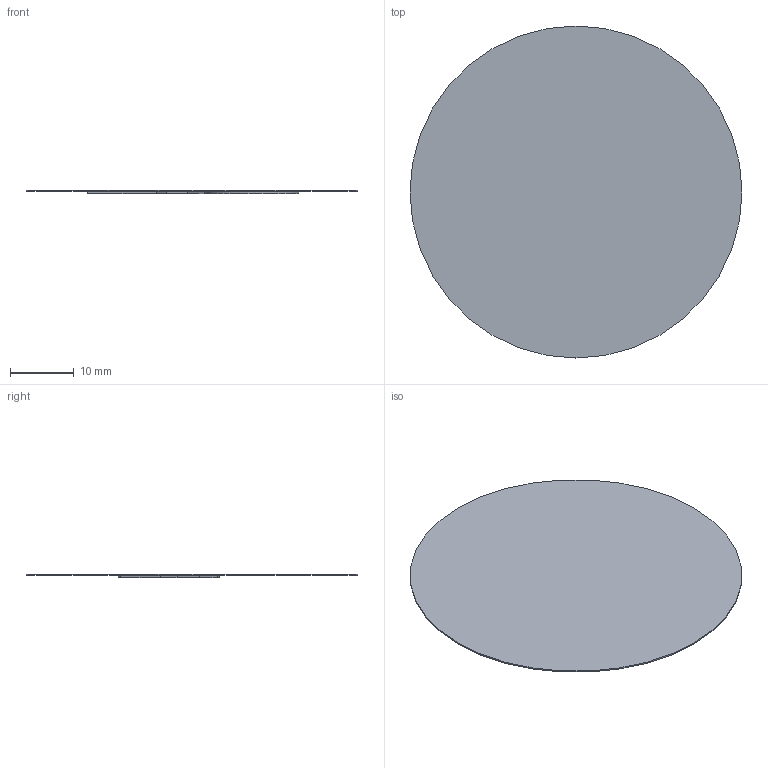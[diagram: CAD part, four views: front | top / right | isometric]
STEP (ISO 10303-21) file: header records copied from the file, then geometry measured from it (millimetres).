
FILE_DESCRIPTION(('HOOPS Exchange Step'),'2;1');
FILE_NAME('temp_export','2023-06-13T19:32:01-04:00',('gmoua'),('Shapr3D Limited'),'HOOPS Exchange 2022.2','Shapr3D','Authorized');
FILE_SCHEMA( ('AUTOMOTIVE_DESIGN { 1 0 10303 214 1 1 1 1 }') );
Length unit declared in the file: millimetre
Products named in the file (1): GIF Teal Inlay
Bounding box: 52 x 52 x 0.6 mm (x, y, z)
Volume: 531.6 mm3; surface area: 4358 mm2
Topology: 1 solids, 1 shells, 30 faces, 75 edges, 50 vertices
Faces by surface type: plane 27, bspline 2, cylinder 1
Full cylindrical faces by diameter (mm): 52 x1
Entity records: 1698 total; most frequent: CARTESIAN_POINT 953, ORIENTED_EDGE 150, DIRECTION 131, EDGE_CURVE 75, VECTOR 69, LINE 69, VERTEX_POINT 50, EDGE_LOOP 33
